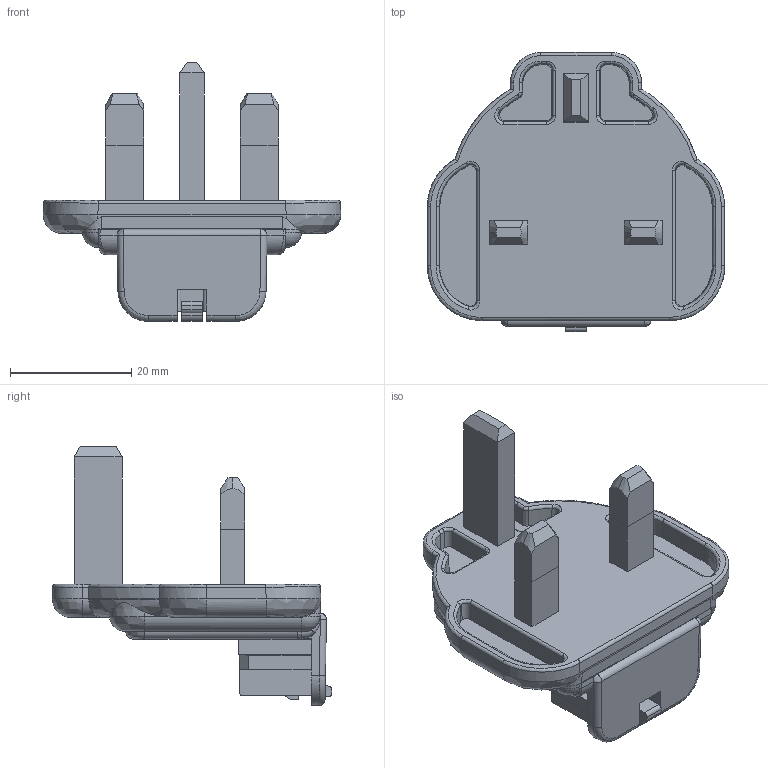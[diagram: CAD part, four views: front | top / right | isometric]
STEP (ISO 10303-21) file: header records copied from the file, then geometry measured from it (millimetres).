
FILE_DESCRIPTION (( 'STEP AP203' ), '1' );
FILE_NAME ('uk_asm0716.STEP', '2019-08-28T09:30:16', ( 'Sky123.Org' ), ( 'Sky123.Org' ), 'SwSTEP 2.0', 'SolidWorks 2014', '' );
FILE_SCHEMA (( 'CONFIG_CONTROL_DESIGN' ));
Length unit declared in the file: millimetre
Products named in the file (11): COVER-BOTTOM-ADAPTER; ____2_1; uk_asm0716; ____1_1; TERMINAL-ADAPTER-B_ASM; PAD-ADAPTER; ASM0002_ASM_1; UKPIN_1; UKPINJIAO_1; YKPIN_ASM_1; COVER-TOP-UK_1
Assembly tree (11 placements, depth 4):
  uk_asm0716
    ASM0002_ASM_1
      COVER-TOP-UK_1
      TERMINAL-ADAPTER-B_ASM
        ____2_1
        ____1_1
      PAD-ADAPTER
    YKPIN_ASM_1  x2
      UKPIN_1
      UKPINJIAO_1
    COVER-BOTTOM-ADAPTER
Bounding box: 49.02 x 46.03 x 42.67 mm (x, y, z)
Volume: 11376.3 mm3; surface area: 14468.9 mm2
Topology: 9 solids, 9 shells, 820 faces, 2260 edges, 1466 vertices
Faces by surface type: plane 476, cylinder 218, bspline 66, cone 50, torus 10
Entity records: 35451 total; most frequent: CARTESIAN_POINT 15228, ORIENTED_EDGE 4302, DIRECTION 3481, EDGE_CURVE 2151, VERTEX_POINT 1396, LINE 1351, VECTOR 1351, AXIS2_PLACEMENT_3D 1065
